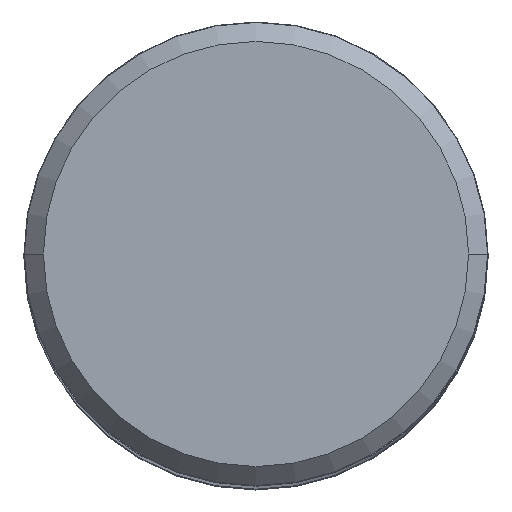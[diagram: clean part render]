
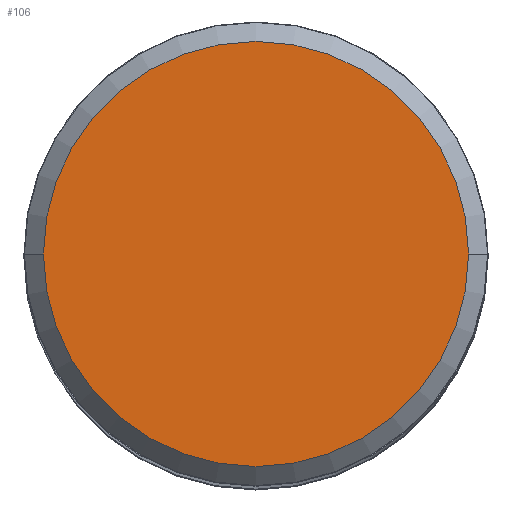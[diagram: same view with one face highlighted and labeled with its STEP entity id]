
A CAD part, top view. The second image highlights one B-rep face of the part: STEP entity #106.
In plain terms, the highlighted planar face has unit normal (0, 0, 1).
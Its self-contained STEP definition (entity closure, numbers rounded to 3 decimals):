
#63=PLANE('',#932);
#106=ADVANCED_FACE('',(#178),#63,.F.);
#178=FACE_OUTER_BOUND('',#230,.T.);
#230=EDGE_LOOP('',(#384,#385));
#384=ORIENTED_EDGE('',*,*,#559,.F.);
#385=ORIENTED_EDGE('',*,*,#557,.F.);
#474=VERTEX_POINT('',#1409);
#475=VERTEX_POINT('',#1411);
#557=EDGE_CURVE('',#474,#475,#631,.T.);
#559=EDGE_CURVE('',#475,#474,#632,.T.);
#631=CIRCLE('',#928,14.536);
#632=CIRCLE('',#930,14.536);
#928=AXIS2_PLACEMENT_3D('',#1410,#1171,#1172);
#930=AXIS2_PLACEMENT_3D('',#1414,#1176,#1177);
#932=AXIS2_PLACEMENT_3D('',#1416,#1180,#1181);
#1171=DIRECTION('',(0.,0.,-1.));
#1172=DIRECTION('',(-1.,0.,0.));
#1176=DIRECTION('',(0.,0.,-1.));
#1177=DIRECTION('',(1.,0.,0.));
#1180=DIRECTION('',(0.,0.,-1.));
#1181=DIRECTION('',(1.,0.,0.));
#1409=CARTESIAN_POINT('',(-14.536,0.,0.));
#1410=CARTESIAN_POINT('',(0.,0.,0.));
#1411=CARTESIAN_POINT('',(14.536,0.,0.));
#1414=CARTESIAN_POINT('',(0.,0.,0.));
#1416=CARTESIAN_POINT('',(0.,0.,0.));
